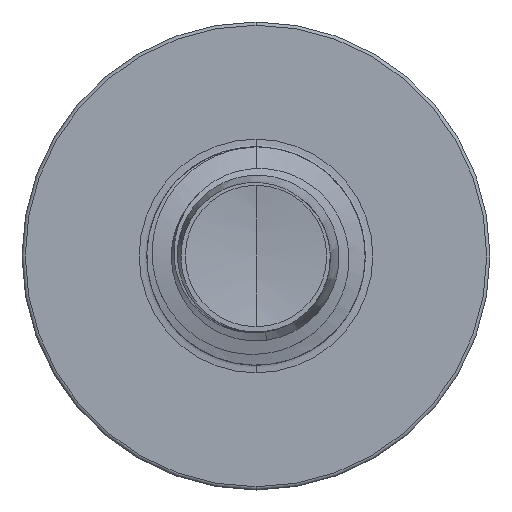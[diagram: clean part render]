
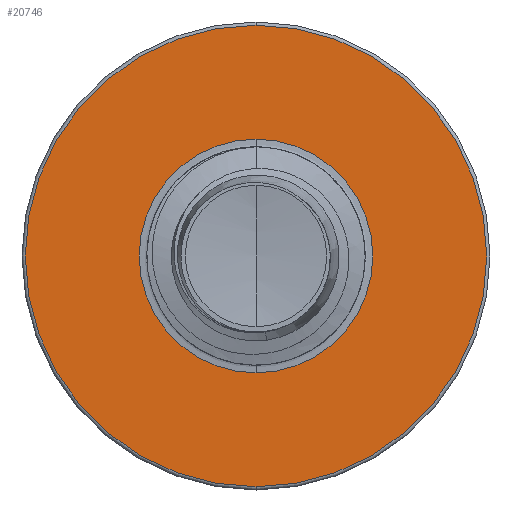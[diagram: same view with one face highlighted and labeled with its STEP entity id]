
A CAD part, front view. The second image highlights one B-rep face of the part: STEP entity #20746.
In plain terms, the highlighted planar face has unit normal (0, -1, 0).
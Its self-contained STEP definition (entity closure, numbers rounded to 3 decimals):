
#305 = EDGE_LOOP ( 'NONE', ( #17943, #2098 ) ) ;
#480 = AXIS2_PLACEMENT_3D ( 'NONE', #13394, #1884, #15013 ) ;
#554 = CARTESIAN_POINT ( 'NONE',  ( 0., 7., 0. ) ) ;
#966 = DIRECTION ( 'NONE',  ( 0., 1., 0. ) ) ;
#1170 = DIRECTION ( 'NONE',  ( 0., 1., 0. ) ) ;
#1248 = CIRCLE ( 'NONE', #3473, 3.698 ) ;
#1884 = DIRECTION ( 'NONE',  ( 0., 1., 0. ) ) ;
#2098 = ORIENTED_EDGE ( 'NONE', *, *, #8887, .T. ) ;
#2673 = DIRECTION ( 'NONE',  ( 0., 0., 1. ) ) ;
#2921 = PLANE ( 'NONE',  #10274 ) ;
#3473 = AXIS2_PLACEMENT_3D ( 'NONE', #554, #14004, #2673 ) ;
#3752 = CARTESIAN_POINT ( 'NONE',  ( 0., 7., 3.698 ) ) ;
#4187 = FACE_BOUND ( 'NONE', #305, .T. ) ;
#4720 = VERTEX_POINT ( 'NONE', #3752 ) ;
#7466 = CIRCLE ( 'NONE', #22166, 1.872 ) ;
#8887 = EDGE_CURVE ( 'NONE', #21274, #18124, #7466, .T. ) ;
#9225 = CARTESIAN_POINT ( 'NONE',  ( 0., 7., -1.872 ) ) ;
#9797 = CARTESIAN_POINT ( 'NONE',  ( 0., 7., -1.872 ) ) ;
#10274 = AXIS2_PLACEMENT_3D ( 'NONE', #9225, #1170, #14460 ) ;
#10491 = DIRECTION ( 'NONE',  ( 0., 0., 1. ) ) ;
#10518 = DIRECTION ( 'NONE',  ( 0., 1., 0. ) ) ;
#10541 = CARTESIAN_POINT ( 'NONE',  ( 0., 7., 0. ) ) ;
#10941 = CARTESIAN_POINT ( 'NONE',  ( 0., 7., -3.697 ) ) ;
#11323 = VERTEX_POINT ( 'NONE', #10941 ) ;
#11481 = ORIENTED_EDGE ( 'NONE', *, *, #17245, .F. ) ;
#12638 = CARTESIAN_POINT ( 'NONE',  ( 0., 7., 0. ) ) ;
#12861 = EDGE_LOOP ( 'NONE', ( #19992, #11481 ) ) ;
#13394 = CARTESIAN_POINT ( 'NONE',  ( 0., 7., 0. ) ) ;
#14004 = DIRECTION ( 'NONE',  ( 0., 1., 0. ) ) ;
#14299 = DIRECTION ( 'NONE',  ( 0., 0., 1. ) ) ;
#14460 = DIRECTION ( 'NONE',  ( 0., 0., 1. ) ) ;
#15013 = DIRECTION ( 'NONE',  ( 0., 0., 1. ) ) ;
#16381 = CIRCLE ( 'NONE', #480, 3.698 ) ;
#17245 = EDGE_CURVE ( 'NONE', #11323, #4720, #1248, .T. ) ;
#17943 = ORIENTED_EDGE ( 'NONE', *, *, #18329, .T. ) ;
#18124 = VERTEX_POINT ( 'NONE', #18607 ) ;
#18329 = EDGE_CURVE ( 'NONE', #18124, #21274, #19405, .T. ) ;
#18607 = CARTESIAN_POINT ( 'NONE',  ( 0., 7., 1.872 ) ) ;
#19165 = EDGE_CURVE ( 'NONE', #4720, #11323, #16381, .T. ) ;
#19405 = CIRCLE ( 'NONE', #20696, 1.872 ) ;
#19992 = ORIENTED_EDGE ( 'NONE', *, *, #19165, .F. ) ;
#20696 = AXIS2_PLACEMENT_3D ( 'NONE', #12638, #966, #14299 ) ;
#20746 = ADVANCED_FACE ( 'NONE', ( #21986, #4187 ), #2921, .F. ) ;
#21274 = VERTEX_POINT ( 'NONE', #9797 ) ;
#21986 = FACE_OUTER_BOUND ( 'NONE', #12861, .T. ) ;
#22166 = AXIS2_PLACEMENT_3D ( 'NONE', #10541, #10518, #10491 ) ;
